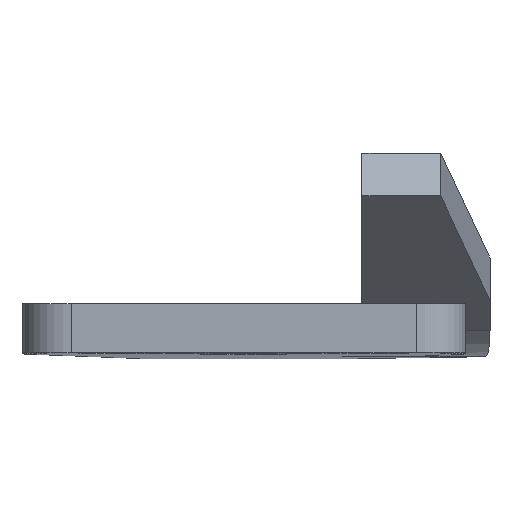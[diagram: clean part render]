
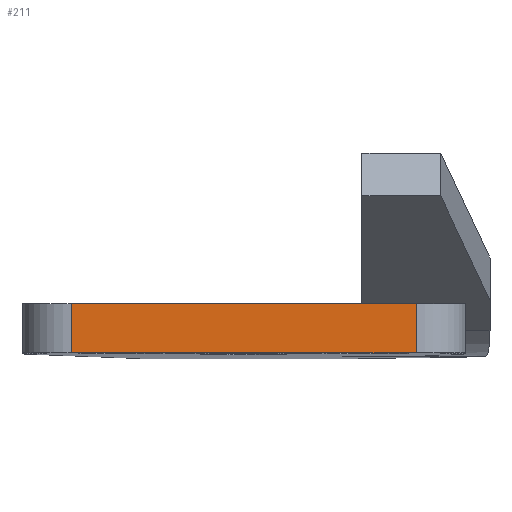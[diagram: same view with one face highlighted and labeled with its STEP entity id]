
A CAD part, top view. The second image highlights one B-rep face of the part: STEP entity #211.
In plain terms, the highlighted planar face has unit normal (0, 0, 1).
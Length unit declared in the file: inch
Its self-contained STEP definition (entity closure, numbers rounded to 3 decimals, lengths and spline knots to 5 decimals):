
#44 = CARTESIAN_POINT ( 'NONE',  ( 0.75, 0.1875, -6.30698 ) ) ;
#86 = VECTOR ( 'NONE', #2042, 39.37008 ) ;
#134 = LINE ( 'NONE', #1624, #86 ) ;
#208 = ORIENTED_EDGE ( 'NONE', *, *, #1029, .F. ) ;
#211 = ADVANCED_FACE ( 'NONE', ( #1826 ), #1851, .F. ) ;
#247 = DIRECTION ( 'NONE',  ( 0., 1., 0. ) ) ;
#288 = CARTESIAN_POINT ( 'NONE',  ( -0.125, 0.1875, -6.30698 ) ) ;
#291 = EDGE_CURVE ( 'NONE', #1564, #750, #1139, .T. ) ;
#308 = EDGE_CURVE ( 'NONE', #750, #1068, #419, .T. ) ;
#419 = LINE ( 'NONE', #1001, #1774 ) ;
#538 = VECTOR ( 'NONE', #247, 39.37008 ) ;
#569 = EDGE_LOOP ( 'NONE', ( #1539, #208, #2383, #911 ) ) ;
#607 = EDGE_CURVE ( 'NONE', #1786, #1068, #134, .T. ) ;
#750 = VERTEX_POINT ( 'NONE', #44 ) ;
#778 = LINE ( 'NONE', #1134, #1621 ) ;
#911 = ORIENTED_EDGE ( 'NONE', *, *, #308, .T. ) ;
#917 = DIRECTION ( 'NONE',  ( -1., 0., 0. ) ) ;
#960 = DIRECTION ( 'NONE',  ( -1., 0., 0. ) ) ;
#1001 = CARTESIAN_POINT ( 'NONE',  ( -0.25, 0.1875, -6.30698 ) ) ;
#1029 = EDGE_CURVE ( 'NONE', #1564, #1786, #778, .T. ) ;
#1068 = VERTEX_POINT ( 'NONE', #288 ) ;
#1134 = CARTESIAN_POINT ( 'NONE',  ( 0., 0.0625, -6.30698 ) ) ;
#1139 = LINE ( 'NONE', #2283, #538 ) ;
#1149 = CARTESIAN_POINT ( 'NONE',  ( -0.125, 0.0625, -6.30698 ) ) ;
#1514 = DIRECTION ( 'NONE',  ( -1., 0., 0. ) ) ;
#1539 = ORIENTED_EDGE ( 'NONE', *, *, #607, .F. ) ;
#1564 = VERTEX_POINT ( 'NONE', #2193 ) ;
#1621 = VECTOR ( 'NONE', #960, 39.37008 ) ;
#1624 = CARTESIAN_POINT ( 'NONE',  ( -0.125, 0.1875, -6.30698 ) ) ;
#1669 = DIRECTION ( 'NONE',  ( 0., 0., -1. ) ) ;
#1774 = VECTOR ( 'NONE', #1514, 39.37008 ) ;
#1786 = VERTEX_POINT ( 'NONE', #1149 ) ;
#1826 = FACE_OUTER_BOUND ( 'NONE', #569, .T. ) ;
#1851 = PLANE ( 'NONE',  #2361 ) ;
#1864 = CARTESIAN_POINT ( 'NONE',  ( -0.25, 0.1875, -6.30698 ) ) ;
#2042 = DIRECTION ( 'NONE',  ( 0., 1., 0. ) ) ;
#2193 = CARTESIAN_POINT ( 'NONE',  ( 0.75, 0.0625, -6.30698 ) ) ;
#2283 = CARTESIAN_POINT ( 'NONE',  ( 0.75, 0.1875, -6.30698 ) ) ;
#2361 = AXIS2_PLACEMENT_3D ( 'NONE', #1864, #1669, #917 ) ;
#2383 = ORIENTED_EDGE ( 'NONE', *, *, #291, .T. ) ;
